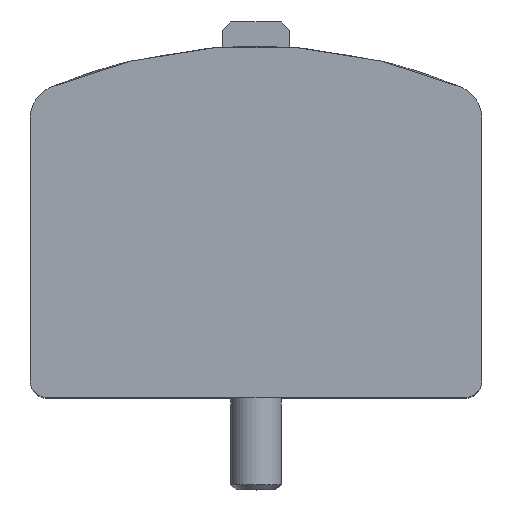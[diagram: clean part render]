
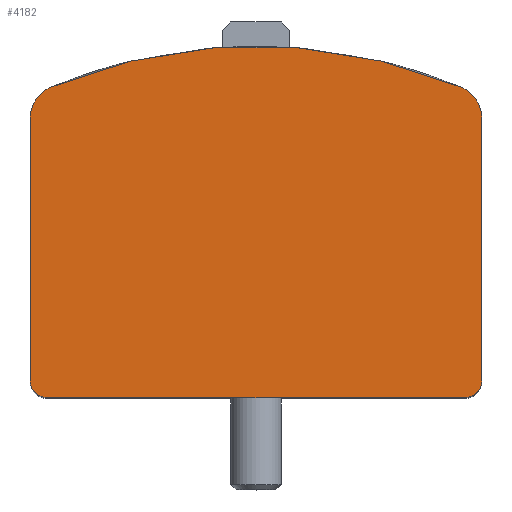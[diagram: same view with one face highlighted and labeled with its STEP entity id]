
A CAD part, top view. The second image highlights one B-rep face of the part: STEP entity #4182.
In plain terms, the highlighted planar face has unit normal (0, 0, 1).
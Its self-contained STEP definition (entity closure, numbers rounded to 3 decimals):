
#83=CIRCLE('',#4373,31.875);
#89=CIRCLE('',#4382,2.);
#90=CIRCLE('',#4383,1.);
#91=CIRCLE('',#4384,1.);
#92=CIRCLE('',#4385,2.);
#262=ORIENTED_EDGE('',*,*,#1107,.T.);
#263=ORIENTED_EDGE('',*,*,#1130,.T.);
#264=ORIENTED_EDGE('',*,*,#1129,.T.);
#265=ORIENTED_EDGE('',*,*,#1131,.T.);
#266=ORIENTED_EDGE('',*,*,#1058,.T.);
#267=ORIENTED_EDGE('',*,*,#1132,.T.);
#268=ORIENTED_EDGE('',*,*,#1133,.T.);
#269=ORIENTED_EDGE('',*,*,#1134,.T.);
#1058=EDGE_CURVE('',#1494,#1493,#1788,.T.);
#1107=EDGE_CURVE('',#1543,#1542,#83,.T.);
#1129=EDGE_CURVE('',#1560,#1562,#1837,.T.);
#1130=EDGE_CURVE('',#1542,#1560,#89,.T.);
#1131=EDGE_CURVE('',#1562,#1494,#90,.T.);
#1132=EDGE_CURVE('',#1493,#1563,#91,.T.);
#1133=EDGE_CURVE('',#1563,#1564,#1838,.T.);
#1134=EDGE_CURVE('',#1564,#1543,#92,.T.);
#1493=VERTEX_POINT('',#5539);
#1494=VERTEX_POINT('',#5541);
#1542=VERTEX_POINT('',#5649);
#1543=VERTEX_POINT('',#5651);
#1560=VERTEX_POINT('',#5689);
#1562=VERTEX_POINT('',#5693);
#1563=VERTEX_POINT('',#5699);
#1564=VERTEX_POINT('',#5701);
#1788=LINE('',#5540,#2123);
#1837=LINE('',#5694,#2172);
#1838=LINE('',#5700,#2173);
#2123=VECTOR('',#4653,1000.);
#2172=VECTOR('',#4750,1000.);
#2173=VECTOR('',#4759,1000.);
#2441=EDGE_LOOP('',(#262,#263,#264,#265,#266,#267,#268,#269));
#2644=FACE_BOUND('',#2441,.T.);
#2834=PLANE('',#4381);
#4182=ADVANCED_FACE('',(#2644),#2834,.T.);
#4373=AXIS2_PLACEMENT_3D('',#5650,#4718,#4719);
#4381=AXIS2_PLACEMENT_3D('',#5695,#4751,#4752);
#4382=AXIS2_PLACEMENT_3D('',#5696,#4753,#4754);
#4383=AXIS2_PLACEMENT_3D('',#5697,#4755,#4756);
#4384=AXIS2_PLACEMENT_3D('',#5698,#4757,#4758);
#4385=AXIS2_PLACEMENT_3D('',#5702,#4760,#4761);
#4653=DIRECTION('',(1.,0.,0.));
#4718=DIRECTION('',(0.,0.,1.));
#4719=DIRECTION('',(1.,0.,0.));
#4750=DIRECTION('',(0.,-1.,0.));
#4751=DIRECTION('',(0.,0.,1.));
#4752=DIRECTION('',(1.,0.,0.));
#4753=DIRECTION('',(0.,0.,1.));
#4754=DIRECTION('',(1.,0.,0.));
#4755=DIRECTION('',(0.,0.,1.));
#4756=DIRECTION('',(1.,0.,0.));
#4757=DIRECTION('',(0.,0.,1.));
#4758=DIRECTION('',(1.,0.,0.));
#4759=DIRECTION('',(0.,1.,0.));
#4760=DIRECTION('',(0.,0.,1.));
#4761=DIRECTION('',(1.,0.,0.));
#5539=CARTESIAN_POINT('',(12.5,0.,13.5));
#5540=CARTESIAN_POINT('',(-12.5,0.,13.5));
#5541=CARTESIAN_POINT('',(-12.5,0.,13.5));
#5649=CARTESIAN_POINT('',(-12.27,18.544,13.5));
#5650=CARTESIAN_POINT('',(0.,-10.875,13.5));
#5651=CARTESIAN_POINT('',(12.27,18.544,13.5));
#5689=CARTESIAN_POINT('',(-13.5,16.698,13.5));
#5693=CARTESIAN_POINT('',(-13.5,1.,13.5));
#5694=CARTESIAN_POINT('',(-13.5,22.5,13.5));
#5695=CARTESIAN_POINT('',(-12.5,1.,13.5));
#5696=CARTESIAN_POINT('',(-11.5,16.698,13.5));
#5697=CARTESIAN_POINT('',(-12.5,1.,13.5));
#5698=CARTESIAN_POINT('',(12.5,1.,13.5));
#5699=CARTESIAN_POINT('',(13.5,1.,13.5));
#5700=CARTESIAN_POINT('',(13.5,1.,13.5));
#5701=CARTESIAN_POINT('',(13.5,16.698,13.5));
#5702=CARTESIAN_POINT('',(11.5,16.698,13.5));
